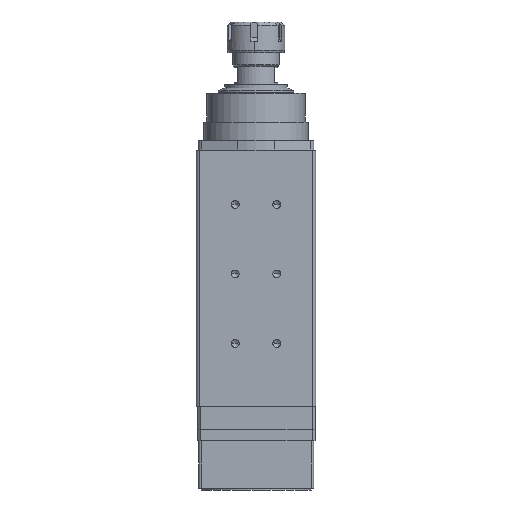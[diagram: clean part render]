
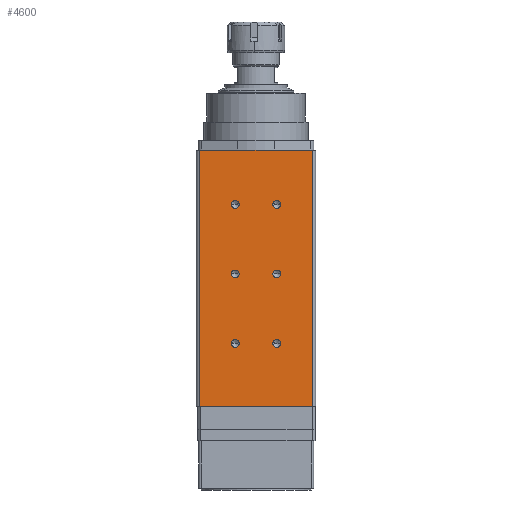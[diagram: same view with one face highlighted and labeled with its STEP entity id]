
A CAD part, front view. The second image highlights one B-rep face of the part: STEP entity #4600.
In plain terms, the highlighted planar face has unit normal (0, -1, 0).
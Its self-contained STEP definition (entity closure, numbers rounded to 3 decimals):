
#53 = CIRCLE ( 'NONE', #16996, 3.4 ) ;
#104 = DIRECTION ( 'NONE',  ( 0., 0., -1. ) ) ;
#139 = DIRECTION ( 'NONE',  ( 0., 1., 0. ) ) ;
#388 = EDGE_LOOP ( 'NONE', ( #7112, #11289, #7482, #2378 ) ) ;
#427 = CARTESIAN_POINT ( 'NONE',  ( -11417.438, -7680.289, 0. ) ) ;
#524 = CARTESIAN_POINT ( 'NONE',  ( -11386.938, -7680.289, 110.6 ) ) ;
#618 = EDGE_CURVE ( 'NONE', #17073, #9523, #733, .T. ) ;
#733 = CIRCLE ( 'NONE', #11586, 3.4 ) ;
#807 = FACE_BOUND ( 'NONE', #8300, .T. ) ;
#897 = VERTEX_POINT ( 'NONE', #427 ) ;
#1013 = DIRECTION ( 'NONE',  ( 1., 0., 0. ) ) ;
#1133 = DIRECTION ( 'NONE',  ( 0., 0., -1. ) ) ;
#1220 = EDGE_CURVE ( 'NONE', #9884, #1417, #9093, .T. ) ;
#1402 = DIRECTION ( 'NONE',  ( 0., -1., 0. ) ) ;
#1404 = EDGE_CURVE ( 'NONE', #14609, #13512, #3873, .T. ) ;
#1417 = VERTEX_POINT ( 'NONE', #13669 ) ;
#1515 = CARTESIAN_POINT ( 'NONE',  ( 0., -7680.289, 221. ) ) ;
#1767 = ORIENTED_EDGE ( 'NONE', *, *, #13016, .F. ) ;
#1889 = CARTESIAN_POINT ( 'NONE',  ( -11386.938, -7680.289, 54. ) ) ;
#1929 = ORIENTED_EDGE ( 'NONE', *, *, #13708, .F. ) ;
#1988 = AXIS2_PLACEMENT_3D ( 'NONE', #1889, #11132, #4292 ) ;
#2026 = FACE_BOUND ( 'NONE', #11336, .T. ) ;
#2085 = AXIS2_PLACEMENT_3D ( 'NONE', #7106, #13672, #12459 ) ;
#2165 = AXIS2_PLACEMENT_3D ( 'NONE', #11366, #11429, #4766 ) ;
#2378 = ORIENTED_EDGE ( 'NONE', *, *, #3973, .T. ) ;
#2845 = VECTOR ( 'NONE', #1013, 1000. ) ;
#2979 = ORIENTED_EDGE ( 'NONE', *, *, #15855, .F. ) ;
#2996 = CIRCLE ( 'NONE', #5974, 3.4 ) ;
#3037 = AXIS2_PLACEMENT_3D ( 'NONE', #14595, #1402, #14484 ) ;
#3302 = DIRECTION ( 'NONE',  ( 0., 0., -1. ) ) ;
#3663 = EDGE_LOOP ( 'NONE', ( #10608, #15671 ) ) ;
#3711 = ORIENTED_EDGE ( 'NONE', *, *, #14301, .F. ) ;
#3873 = CIRCLE ( 'NONE', #1988, 3.4 ) ;
#3973 = EDGE_CURVE ( 'NONE', #897, #15575, #11951, .T. ) ;
#4242 = CARTESIAN_POINT ( 'NONE',  ( -11350.938, -7680.289, 114. ) ) ;
#4246 = CARTESIAN_POINT ( 'NONE',  ( -11320.438, -7680.289, 221. ) ) ;
#4292 = DIRECTION ( 'NONE',  ( 0., 0., -1. ) ) ;
#4585 = CARTESIAN_POINT ( 'NONE',  ( -11350.938, -7680.289, 174. ) ) ;
#4600 = ADVANCED_FACE ( 'NONE', ( #5536, #2026, #12768, #7810, #9046, #807, #8013 ), #6510, .F. ) ;
#4638 = CARTESIAN_POINT ( 'NONE',  ( -11386.938, -7680.289, 50.6 ) ) ;
#4710 = CARTESIAN_POINT ( 'NONE',  ( -11350.938, -7680.289, 110.6 ) ) ;
#4766 = DIRECTION ( 'NONE',  ( 0., 0., -1. ) ) ;
#4793 = DIRECTION ( 'NONE',  ( 0., 0., -1. ) ) ;
#4967 = CARTESIAN_POINT ( 'NONE',  ( -11350.938, -7680.289, 54. ) ) ;
#4977 = EDGE_CURVE ( 'NONE', #11890, #13321, #11880, .T. ) ;
#4984 = AXIS2_PLACEMENT_3D ( 'NONE', #1515, #139, #5343 ) ;
#4996 = CARTESIAN_POINT ( 'NONE',  ( -11350.938, -7680.289, 54. ) ) ;
#5088 = CARTESIAN_POINT ( 'NONE',  ( -11386.938, -7680.289, 114. ) ) ;
#5261 = VERTEX_POINT ( 'NONE', #14748 ) ;
#5343 = DIRECTION ( 'NONE',  ( 0., 0., 1. ) ) ;
#5536 = FACE_OUTER_BOUND ( 'NONE', #388, .T. ) ;
#5586 = DIRECTION ( 'NONE',  ( 0., -1., 0. ) ) ;
#5974 = AXIS2_PLACEMENT_3D ( 'NONE', #15455, #11395, #4793 ) ;
#6185 = VECTOR ( 'NONE', #13922, 1000. ) ;
#6233 = DIRECTION ( 'NONE',  ( 0., -1., 0. ) ) ;
#6404 = CARTESIAN_POINT ( 'NONE',  ( -11386.938, -7680.289, 174. ) ) ;
#6437 = DIRECTION ( 'NONE',  ( 0., -1., 0. ) ) ;
#6510 = PLANE ( 'NONE',  #4984 ) ;
#6542 = EDGE_LOOP ( 'NONE', ( #1929, #12235 ) ) ;
#6637 = EDGE_CURVE ( 'NONE', #9523, #17073, #11174, .T. ) ;
#6726 = CARTESIAN_POINT ( 'NONE',  ( -11417.438, -7680.289, 221. ) ) ;
#6990 = EDGE_CURVE ( 'NONE', #897, #15731, #16089, .T. ) ;
#7106 = CARTESIAN_POINT ( 'NONE',  ( -11386.938, -7680.289, 54. ) ) ;
#7112 = ORIENTED_EDGE ( 'NONE', *, *, #12266, .F. ) ;
#7280 = CIRCLE ( 'NONE', #2165, 3.4 ) ;
#7358 = CARTESIAN_POINT ( 'NONE',  ( -11350.938, -7680.289, 57.4 ) ) ;
#7401 = DIRECTION ( 'NONE',  ( 0., 0., -1. ) ) ;
#7433 = CIRCLE ( 'NONE', #2085, 3.4 ) ;
#7482 = ORIENTED_EDGE ( 'NONE', *, *, #6990, .F. ) ;
#7512 = ORIENTED_EDGE ( 'NONE', *, *, #1404, .F. ) ;
#7515 = CARTESIAN_POINT ( 'NONE',  ( -11320.438, -7680.289, 221. ) ) ;
#7555 = DIRECTION ( 'NONE',  ( 0., 0., -1. ) ) ;
#7717 = ORIENTED_EDGE ( 'NONE', *, *, #1220, .F. ) ;
#7810 = FACE_BOUND ( 'NONE', #8611, .T. ) ;
#7815 = CARTESIAN_POINT ( 'NONE',  ( -11386.938, -7680.289, 177.4 ) ) ;
#8013 = FACE_BOUND ( 'NONE', #3663, .T. ) ;
#8241 = AXIS2_PLACEMENT_3D ( 'NONE', #5088, #6437, #17102 ) ;
#8270 = EDGE_CURVE ( 'NONE', #1417, #9884, #2996, .T. ) ;
#8300 = EDGE_LOOP ( 'NONE', ( #2979, #7512 ) ) ;
#8576 = EDGE_CURVE ( 'NONE', #15731, #12652, #11139, .T. ) ;
#8611 = EDGE_LOOP ( 'NONE', ( #7717, #9572 ) ) ;
#8744 = VERTEX_POINT ( 'NONE', #7815 ) ;
#8995 = CARTESIAN_POINT ( 'NONE',  ( -11386.938, -7680.289, 117.4 ) ) ;
#9046 = FACE_BOUND ( 'NONE', #6542, .T. ) ;
#9093 = CIRCLE ( 'NONE', #10192, 3.4 ) ;
#9241 = VECTOR ( 'NONE', #10749, 1000. ) ;
#9334 = VERTEX_POINT ( 'NONE', #524 ) ;
#9414 = ORIENTED_EDGE ( 'NONE', *, *, #618, .F. ) ;
#9523 = VERTEX_POINT ( 'NONE', #13324 ) ;
#9572 = ORIENTED_EDGE ( 'NONE', *, *, #8270, .F. ) ;
#9736 = CARTESIAN_POINT ( 'NONE',  ( 0., -7680.289, 221. ) ) ;
#9884 = VERTEX_POINT ( 'NONE', #4710 ) ;
#10192 = AXIS2_PLACEMENT_3D ( 'NONE', #4242, #5586, #104 ) ;
#10226 = EDGE_LOOP ( 'NONE', ( #12429, #9414 ) ) ;
#10427 = CARTESIAN_POINT ( 'NONE',  ( -11350.938, -7680.289, 174. ) ) ;
#10608 = ORIENTED_EDGE ( 'NONE', *, *, #14388, .F. ) ;
#10749 = DIRECTION ( 'NONE',  ( 0., 0., 1. ) ) ;
#10998 = CARTESIAN_POINT ( 'NONE',  ( -11350.938, -7680.289, 177.4 ) ) ;
#11085 = VERTEX_POINT ( 'NONE', #8995 ) ;
#11132 = DIRECTION ( 'NONE',  ( 0., -1., 0. ) ) ;
#11139 = LINE ( 'NONE', #9736, #2845 ) ;
#11174 = CIRCLE ( 'NONE', #15359, 3.4 ) ;
#11289 = ORIENTED_EDGE ( 'NONE', *, *, #8576, .F. ) ;
#11336 = EDGE_LOOP ( 'NONE', ( #1767, #3711 ) ) ;
#11366 = CARTESIAN_POINT ( 'NONE',  ( -11386.938, -7680.289, 174. ) ) ;
#11373 = CARTESIAN_POINT ( 'NONE',  ( 0., -7680.289, 0. ) ) ;
#11395 = DIRECTION ( 'NONE',  ( 0., -1., 0. ) ) ;
#11429 = DIRECTION ( 'NONE',  ( 0., -1., 0. ) ) ;
#11560 = DIRECTION ( 'NONE',  ( 0., 0., -1. ) ) ;
#11586 = AXIS2_PLACEMENT_3D ( 'NONE', #10427, #17111, #1133 ) ;
#11880 = CIRCLE ( 'NONE', #15868, 3.4 ) ;
#11890 = VERTEX_POINT ( 'NONE', #7358 ) ;
#11951 = LINE ( 'NONE', #11373, #6185 ) ;
#12115 = CIRCLE ( 'NONE', #12265, 3.4 ) ;
#12235 = ORIENTED_EDGE ( 'NONE', *, *, #14615, .F. ) ;
#12265 = AXIS2_PLACEMENT_3D ( 'NONE', #6404, #17014, #13088 ) ;
#12266 = EDGE_CURVE ( 'NONE', #12652, #15575, #16726, .T. ) ;
#12314 = VECTOR ( 'NONE', #7401, 1000. ) ;
#12429 = ORIENTED_EDGE ( 'NONE', *, *, #6637, .F. ) ;
#12459 = DIRECTION ( 'NONE',  ( 0., 0., -1. ) ) ;
#12652 = VERTEX_POINT ( 'NONE', #4246 ) ;
#12768 = FACE_BOUND ( 'NONE', #10226, .T. ) ;
#12996 = CARTESIAN_POINT ( 'NONE',  ( -11320.438, -7680.289, 0. ) ) ;
#13016 = EDGE_CURVE ( 'NONE', #5261, #8744, #12115, .T. ) ;
#13088 = DIRECTION ( 'NONE',  ( 0., 0., -1. ) ) ;
#13092 = CARTESIAN_POINT ( 'NONE',  ( -11386.938, -7680.289, 57.4 ) ) ;
#13321 = VERTEX_POINT ( 'NONE', #13650 ) ;
#13324 = CARTESIAN_POINT ( 'NONE',  ( -11350.938, -7680.289, 170.6 ) ) ;
#13512 = VERTEX_POINT ( 'NONE', #4638 ) ;
#13650 = CARTESIAN_POINT ( 'NONE',  ( -11350.938, -7680.289, 50.6 ) ) ;
#13669 = CARTESIAN_POINT ( 'NONE',  ( -11350.938, -7680.289, 117.4 ) ) ;
#13672 = DIRECTION ( 'NONE',  ( 0., -1., 0. ) ) ;
#13708 = EDGE_CURVE ( 'NONE', #9334, #11085, #13939, .T. ) ;
#13922 = DIRECTION ( 'NONE',  ( 1., 0., 0. ) ) ;
#13939 = CIRCLE ( 'NONE', #8241, 3.4 ) ;
#14301 = EDGE_CURVE ( 'NONE', #8744, #5261, #7280, .T. ) ;
#14388 = EDGE_CURVE ( 'NONE', #13321, #11890, #53, .T. ) ;
#14484 = DIRECTION ( 'NONE',  ( 0., 0., -1. ) ) ;
#14595 = CARTESIAN_POINT ( 'NONE',  ( -11386.938, -7680.289, 114. ) ) ;
#14609 = VERTEX_POINT ( 'NONE', #13092 ) ;
#14615 = EDGE_CURVE ( 'NONE', #11085, #9334, #14956, .T. ) ;
#14726 = CARTESIAN_POINT ( 'NONE',  ( -11417.438, -7680.289, 221. ) ) ;
#14748 = CARTESIAN_POINT ( 'NONE',  ( -11386.938, -7680.289, 170.6 ) ) ;
#14956 = CIRCLE ( 'NONE', #3037, 3.4 ) ;
#15236 = DIRECTION ( 'NONE',  ( 0., -1., 0. ) ) ;
#15359 = AXIS2_PLACEMENT_3D ( 'NONE', #4585, #15236, #3302 ) ;
#15455 = CARTESIAN_POINT ( 'NONE',  ( -11350.938, -7680.289, 114. ) ) ;
#15575 = VERTEX_POINT ( 'NONE', #12996 ) ;
#15671 = ORIENTED_EDGE ( 'NONE', *, *, #4977, .F. ) ;
#15731 = VERTEX_POINT ( 'NONE', #14726 ) ;
#15855 = EDGE_CURVE ( 'NONE', #13512, #14609, #7433, .T. ) ;
#15868 = AXIS2_PLACEMENT_3D ( 'NONE', #4967, #16825, #11560 ) ;
#16089 = LINE ( 'NONE', #6726, #9241 ) ;
#16726 = LINE ( 'NONE', #7515, #12314 ) ;
#16825 = DIRECTION ( 'NONE',  ( 0., -1., 0. ) ) ;
#16996 = AXIS2_PLACEMENT_3D ( 'NONE', #4996, #6233, #7555 ) ;
#17014 = DIRECTION ( 'NONE',  ( 0., -1., 0. ) ) ;
#17073 = VERTEX_POINT ( 'NONE', #10998 ) ;
#17102 = DIRECTION ( 'NONE',  ( 0., 0., -1. ) ) ;
#17111 = DIRECTION ( 'NONE',  ( 0., -1., 0. ) ) ;
